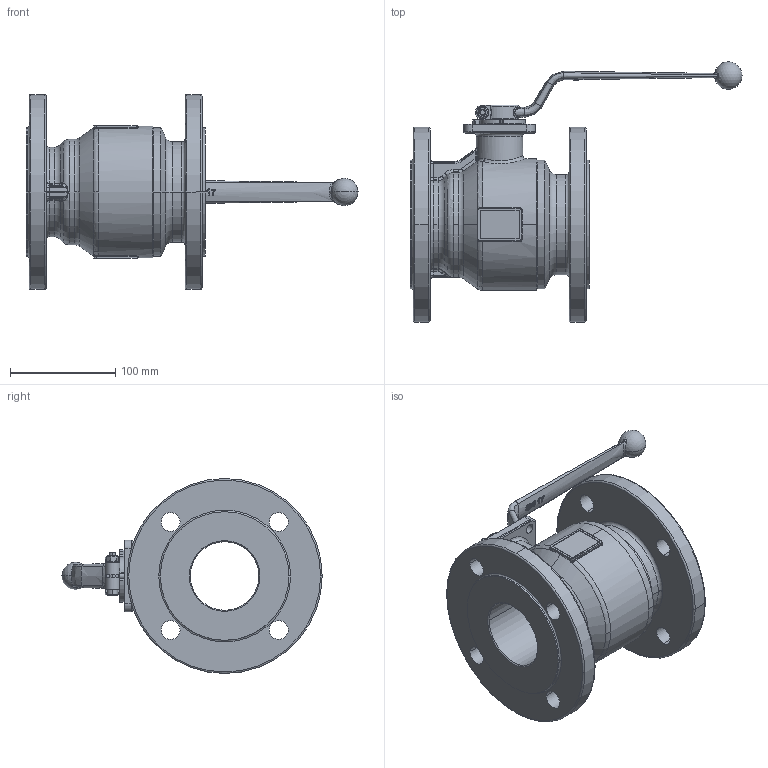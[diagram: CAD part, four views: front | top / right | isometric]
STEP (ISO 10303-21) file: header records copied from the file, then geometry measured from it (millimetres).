
FILE_DESCRIPTION(('STEP AP214'),'1');
FILE_NAME('valve_ksl75-65-16-b.stp','2017-10-06T08:59:59',('TraceParts'),('TraceParts S.A.'),'Spatial InterOp 3D',' ',' ');
FILE_SCHEMA(('automotive_design'));
Length unit declared in the file: millimetre
Products named in the file (1): valve_ksl75-65-16-b
Bounding box: 315 x 247 x 185 mm (x, y, z)
Volume: 1780250.4 mm3; surface area: 234917 mm2
Topology: 1 solids, 1 shells, 735 faces, 1961 edges, 1240 vertices
Faces by surface type: plane 216, cylinder 207, bspline 158, torus 82, cone 60, sphere 12
Entity records: 32123 total; most frequent: CARTESIAN_POINT 8568, ORIENTED_EDGE 3906, DIRECTION 3465, EDGE_CURVE 1953, AXIS2_PLACEMENT_3D 1351, VERTEX_POINT 1240, EDGE_LOOP 809, LINE 763
